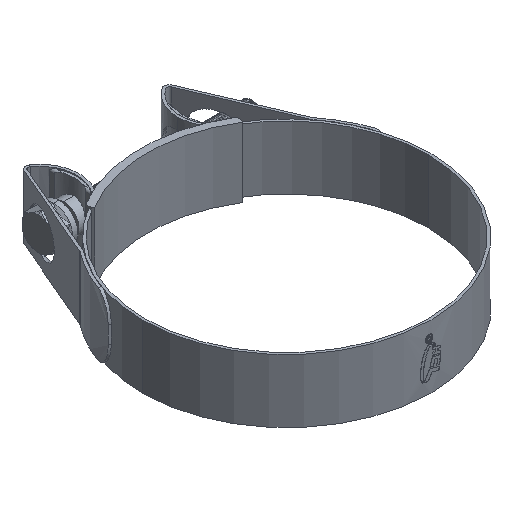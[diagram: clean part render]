
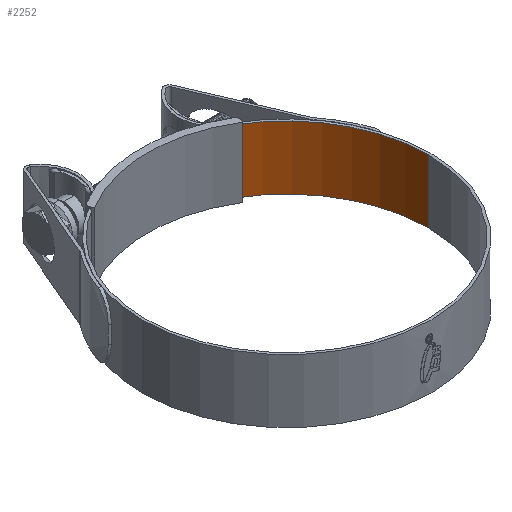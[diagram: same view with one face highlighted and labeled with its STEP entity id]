
A CAD part, isometric view. The second image highlights one B-rep face of the part: STEP entity #2252.
In plain terms, the highlighted cylindrical face has radius 56 mm (diameter 112 mm), a partial arc.
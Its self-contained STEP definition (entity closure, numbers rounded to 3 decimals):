
#51 = CARTESIAN_POINT ( 'NONE',  ( 0., 0., -12.5 ) ) ;
#202 = AXIS2_PLACEMENT_3D ( 'NONE', #31433, #22067, #19532 ) ;
#534 = EDGE_CURVE ( 'NONE', #16865, #22847, #6049, .T. ) ;
#2252 = ADVANCED_FACE ( 'NONE', ( #4551 ), #28321, .F. ) ;
#4083 = DIRECTION ( 'NONE',  ( 0., 0., -1. ) ) ;
#4551 = FACE_OUTER_BOUND ( 'NONE', #35327, .T. ) ;
#6049 = LINE ( 'NONE', #6814, #34357 ) ;
#6374 = VERTEX_POINT ( 'NONE', #18286 ) ;
#6594 = ORIENTED_EDGE ( 'NONE', *, *, #13164, .F. ) ;
#6814 = CARTESIAN_POINT ( 'NONE',  ( 56., 0., 12.5 ) ) ;
#10129 = CARTESIAN_POINT ( 'NONE',  ( 56., 0., -12.5 ) ) ;
#12057 = CARTESIAN_POINT ( 'NONE',  ( 0., 0., 12.5 ) ) ;
#13164 = EDGE_CURVE ( 'NONE', #6374, #16865, #18119, .T. ) ;
#15303 = LINE ( 'NONE', #27200, #19179 ) ;
#16865 = VERTEX_POINT ( 'NONE', #33753 ) ;
#16996 = CARTESIAN_POINT ( 'NONE',  ( 27.375, 48.853, -12.5 ) ) ;
#17532 = EDGE_CURVE ( 'NONE', #6374, #34402, #15303, .T. ) ;
#17911 = ORIENTED_EDGE ( 'NONE', *, *, #534, .F. ) ;
#18119 = CIRCLE ( 'NONE', #31856, 56. ) ;
#18286 = CARTESIAN_POINT ( 'NONE',  ( 27.375, 48.853, 12.5 ) ) ;
#19179 = VECTOR ( 'NONE', #24280, 1000. ) ;
#19532 = DIRECTION ( 'NONE',  ( -1., 0., 0. ) ) ;
#21392 = DIRECTION ( 'NONE',  ( 0., 0., -1. ) ) ;
#22067 = DIRECTION ( 'NONE',  ( 0., 0., -1. ) ) ;
#22847 = VERTEX_POINT ( 'NONE', #10129 ) ;
#24280 = DIRECTION ( 'NONE',  ( 0., 0., -1. ) ) ;
#24600 = EDGE_CURVE ( 'NONE', #34402, #22847, #26514, .T. ) ;
#25777 = ORIENTED_EDGE ( 'NONE', *, *, #24600, .T. ) ;
#26514 = CIRCLE ( 'NONE', #36458, 56. ) ;
#27200 = CARTESIAN_POINT ( 'NONE',  ( 27.375, 48.853, 12.5 ) ) ;
#28321 = CYLINDRICAL_SURFACE ( 'NONE', #202, 56. ) ;
#31433 = CARTESIAN_POINT ( 'NONE',  ( 0., 0., 12.5 ) ) ;
#31856 = AXIS2_PLACEMENT_3D ( 'NONE', #12057, #21392, #33289 ) ;
#33289 = DIRECTION ( 'NONE',  ( -1., 0., 0. ) ) ;
#33753 = CARTESIAN_POINT ( 'NONE',  ( 56., 0., 12.5 ) ) ;
#34357 = VECTOR ( 'NONE', #4083, 1000. ) ;
#34402 = VERTEX_POINT ( 'NONE', #16996 ) ;
#35327 = EDGE_LOOP ( 'NONE', ( #17911, #6594, #36488, #25777 ) ) ;
#35511 = DIRECTION ( 'NONE',  ( -1., 0., 0. ) ) ;
#36458 = AXIS2_PLACEMENT_3D ( 'NONE', #51, #38446, #35511 ) ;
#36488 = ORIENTED_EDGE ( 'NONE', *, *, #17532, .T. ) ;
#38446 = DIRECTION ( 'NONE',  ( 0., 0., -1. ) ) ;
